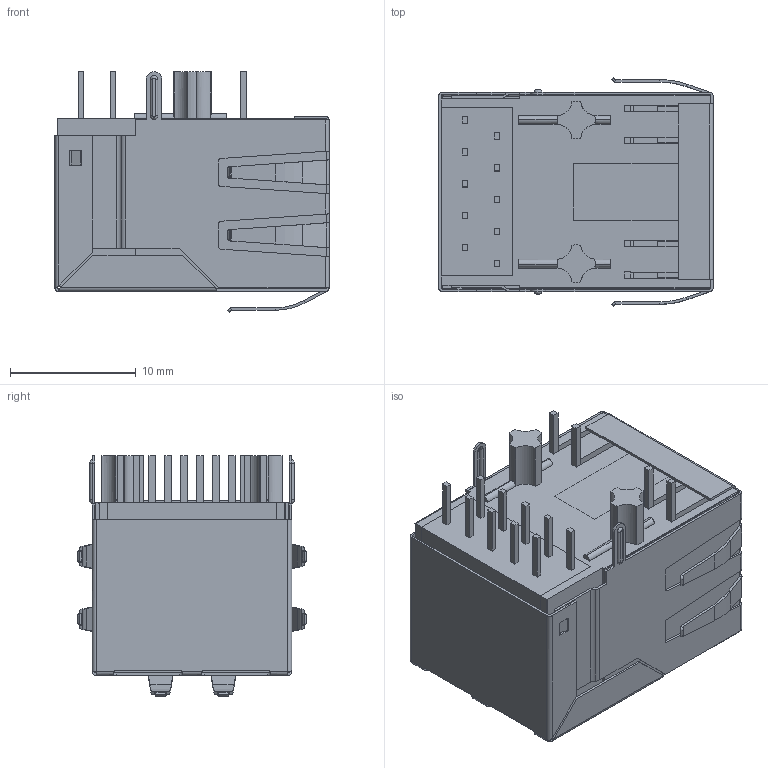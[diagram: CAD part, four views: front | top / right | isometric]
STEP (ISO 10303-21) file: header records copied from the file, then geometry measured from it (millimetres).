
FILE_DESCRIPTION( ( 'Unknown' ), '1' );
FILE_NAME( '7499211121A.stp', 'Unknown', ( 'Unknown' ), ( 'Unknown' ), 'PSStep 17.0.49', 'Unknown', ' ' );
FILE_SCHEMA( ( 'AUTOMOTIVE_DESIGN { 1 0 10303 214 1 1 1 1 }' ) );
Length unit declared in the file: millimetre
Products named in the file (6): Assem1; Shielding; Green_Yellow_LED; Insulator 3; Insulator 2; Insulator 1
Assembly tree (6 placements, depth 2):
  Assem1
    Shielding
    Green_Yellow_LED  x2
    Insulator 3
    Insulator 2
    Insulator 1
Bounding box: 21.84 x 18.22 x 19.17 mm (x, y, z)
Volume: 2331.6 mm3; surface area: 6780.6 mm2
Topology: 6 solids, 6 shells, 822 faces, 2133 edges, 1314 vertices
Faces by surface type: plane 547, cylinder 197, bspline 50, extrusion 14, sphere 10, torus 4
Entity records: 30836 total; most frequent: CARTESIAN_POINT 5696, ORIENTED_EDGE 4078, DIRECTION 3548, EDGE_CURVE 2039, VECTOR 1508, LINE 1494, VERTEX_POINT 1262, AXIS2_PLACEMENT_3D 1020
